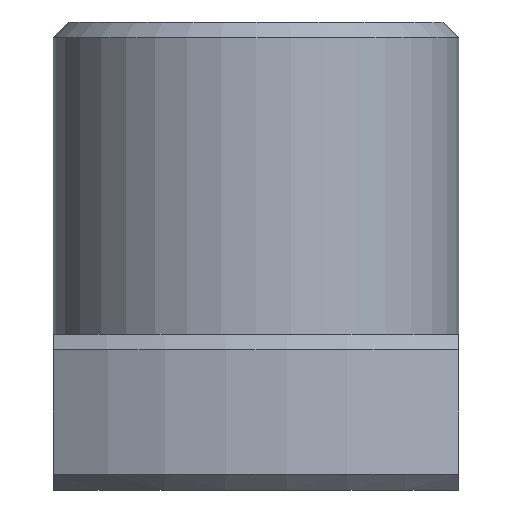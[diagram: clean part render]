
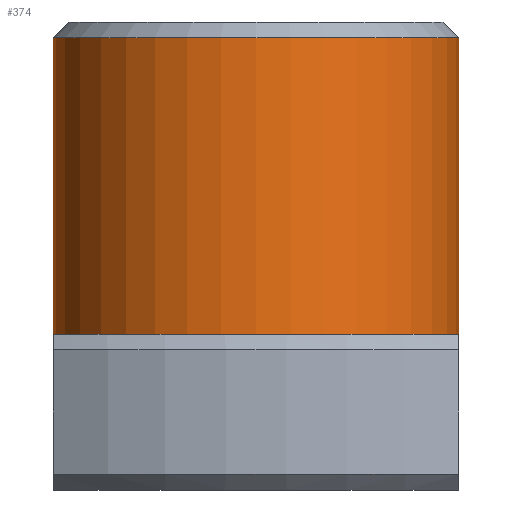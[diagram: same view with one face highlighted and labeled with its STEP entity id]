
A CAD part, left-side view. The second image highlights one B-rep face of the part: STEP entity #374.
In plain terms, the highlighted cylindrical face has radius 6.5 mm (diameter 13 mm), a full revolution.
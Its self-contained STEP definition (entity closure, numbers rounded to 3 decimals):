
#40=CYLINDRICAL_SURFACE('',#445,6.5);
#49=FACE_OUTER_BOUND('',#72,.T.);
#72=EDGE_LOOP('',(#267,#268,#269,#270,#271,#272));
#101=LINE('',#631,#122);
#122=VECTOR('',#514,6.5);
#143=CIRCLE('',#443,6.5);
#145=CIRCLE('',#446,6.5);
#146=CIRCLE('',#447,6.5);
#147=CIRCLE('',#448,6.5);
#168=VERTEX_POINT('',#624);
#170=VERTEX_POINT('',#630);
#171=VERTEX_POINT('',#632);
#172=VERTEX_POINT('',#634);
#204=EDGE_CURVE('',#168,#168,#143,.T.);
#207=EDGE_CURVE('',#168,#170,#101,.T.);
#208=EDGE_CURVE('',#170,#171,#145,.T.);
#209=EDGE_CURVE('',#171,#172,#146,.T.);
#210=EDGE_CURVE('',#172,#170,#147,.T.);
#267=ORIENTED_EDGE('',*,*,#204,.F.);
#268=ORIENTED_EDGE('',*,*,#207,.T.);
#269=ORIENTED_EDGE('',*,*,#208,.T.);
#270=ORIENTED_EDGE('',*,*,#209,.T.);
#271=ORIENTED_EDGE('',*,*,#210,.T.);
#272=ORIENTED_EDGE('',*,*,#207,.F.);
#374=ADVANCED_FACE('',(#49),#40,.T.);
#443=AXIS2_PLACEMENT_3D('',#625,#507,#508);
#445=AXIS2_PLACEMENT_3D('',#629,#512,#513);
#446=AXIS2_PLACEMENT_3D('',#633,#515,#516);
#447=AXIS2_PLACEMENT_3D('',#635,#517,#518);
#448=AXIS2_PLACEMENT_3D('',#636,#519,#520);
#507=DIRECTION('center_axis',(0.,0.,1.));
#508=DIRECTION('ref_axis',(1.,0.,0.));
#512=DIRECTION('center_axis',(0.,0.,1.));
#513=DIRECTION('ref_axis',(1.,0.,0.));
#514=DIRECTION('',(0.,0.,-1.));
#515=DIRECTION('center_axis',(0.,0.,1.));
#516=DIRECTION('ref_axis',(1.,0.,0.));
#517=DIRECTION('center_axis',(0.,0.,1.));
#518=DIRECTION('ref_axis',(1.,0.,0.));
#519=DIRECTION('center_axis',(0.,0.,1.));
#520=DIRECTION('ref_axis',(1.,0.,0.));
#624=CARTESIAN_POINT('',(-6.5,0.,14.5));
#625=CARTESIAN_POINT('Origin',(0.,0.,14.5));
#629=CARTESIAN_POINT('Origin',(0.,0.,9.75));
#630=CARTESIAN_POINT('',(-6.5,0.,5.));
#631=CARTESIAN_POINT('',(-6.5,0.,9.75));
#632=CARTESIAN_POINT('',(0.,-6.5,5.));
#633=CARTESIAN_POINT('Origin',(0.,0.,5.));
#634=CARTESIAN_POINT('',(0.,6.5,5.));
#635=CARTESIAN_POINT('Origin',(0.,0.,5.));
#636=CARTESIAN_POINT('Origin',(0.,0.,5.));
